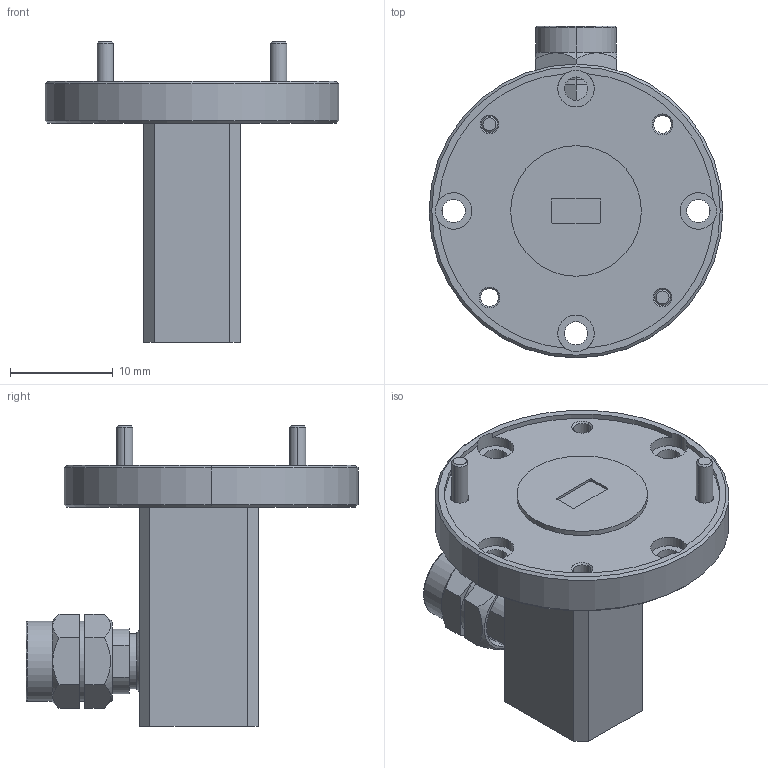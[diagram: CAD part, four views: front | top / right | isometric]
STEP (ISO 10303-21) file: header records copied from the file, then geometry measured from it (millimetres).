
FILE_DESCRIPTION (( 'STEP AP203' ), '1' );
FILE_NAME ('SWC-19VM-R1.STEP', '2023-10-05T19:39:13', ( '' ), ( '' ), 'SwSTEP 2.0', 'SolidWorks 2021', '' );
FILE_SCHEMA (( 'CONFIG_CONTROL_DESIGN' ));
Length unit declared in the file: inch
Products named in the file (1): SWC-19VM-R1
Bounding box: 28.57 x 32.3 x 29.27 mm (x, y, z)
Volume: 5058.7 mm3; surface area: 3143.5 mm2
Topology: 4 solids, 4 shells, 172 faces, 399 edges, 244 vertices
Faces by surface type: plane 62, cylinder 58, cone 45, bspline 7
Entity records: 6117 total; most frequent: CARTESIAN_POINT 2083, DIRECTION 861, ORIENTED_EDGE 790, EDGE_CURVE 395, AXIS2_PLACEMENT_3D 339, VERTEX_POINT 244, EDGE_LOOP 201, LINE 183
